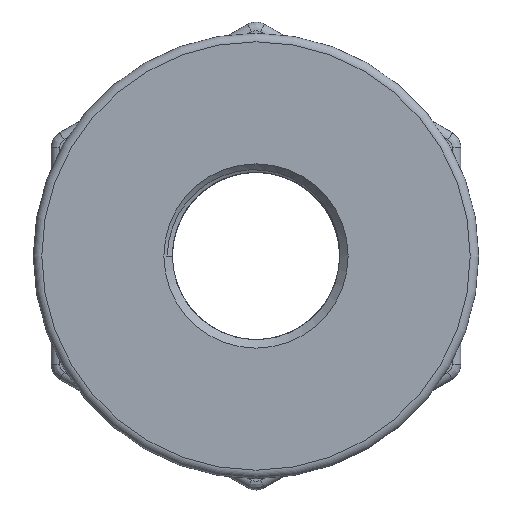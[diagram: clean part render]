
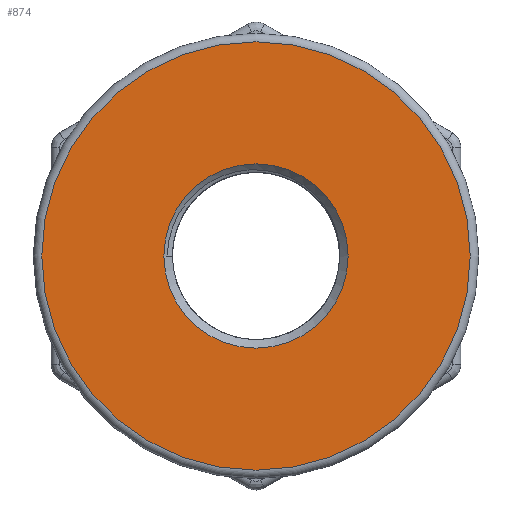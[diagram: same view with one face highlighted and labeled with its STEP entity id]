
A CAD part, left-side view. The second image highlights one B-rep face of the part: STEP entity #874.
In plain terms, the highlighted planar face has unit normal (-1, 0, 0).
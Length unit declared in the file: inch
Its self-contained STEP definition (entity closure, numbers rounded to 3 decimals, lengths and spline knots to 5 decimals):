
#840=CARTESIAN_POINT('',(0.0,0.75125,0.0));
#841=VERTEX_POINT('',#840);
#842=CARTESIAN_POINT('',(0.0,0.0,0.0));
#843=DIRECTION('',(1.0,0.0,0.0));
#844=DIRECTION('',(0.0,-1.0,0.0));
#845=AXIS2_PLACEMENT_3D('',#842,#843,#844);
#846=CIRCLE('',#845,0.75125);
#847=EDGE_CURVE('',#841,#841,#846,.T.);
#855=CARTESIAN_POINT('',(0.0,0.53716,0.0));
#856=DIRECTION('',(-1.0,0.0,0.0));
#857=DIRECTION('',(0.0,0.0,1.0));
#858=AXIS2_PLACEMENT_3D('',#855,#856,#857);
#859=PLANE('',#858);
#860=ORIENTED_EDGE('',*,*,#847,.F.);
#861=EDGE_LOOP('',(#860));
#862=FACE_OUTER_BOUND('',#861,.T.);
#863=CARTESIAN_POINT('',(0.0,0.32306,0.));
#864=VERTEX_POINT('',#863);
#865=CARTESIAN_POINT('',(0.0,0.0,0.0));
#866=DIRECTION('',(-1.0,0.0,0.0));
#867=DIRECTION('',(0.0,-1.0,0.0));
#868=AXIS2_PLACEMENT_3D('',#865,#866,#867);
#869=CIRCLE('',#868,0.32306);
#870=EDGE_CURVE('',#864,#864,#869,.T.);
#871=ORIENTED_EDGE('',*,*,#870,.F.);
#872=EDGE_LOOP('',(#871));
#873=FACE_BOUND('',#872,.T.);
#874=ADVANCED_FACE('',(#862,#873),#859,.T.);
